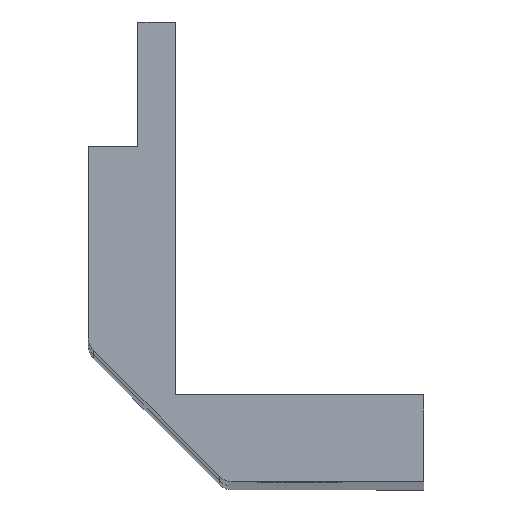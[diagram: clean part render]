
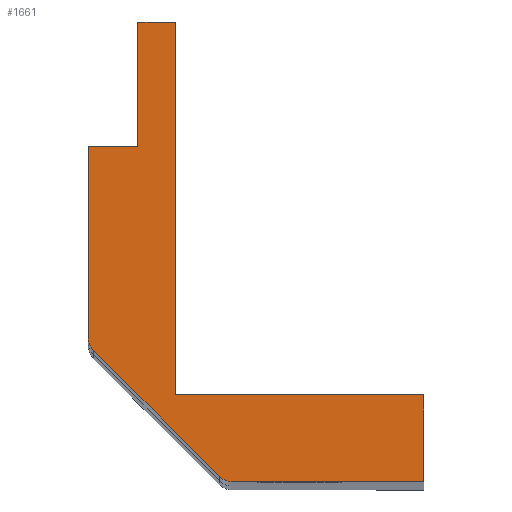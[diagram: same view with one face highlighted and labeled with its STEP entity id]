
A CAD part, top view. The second image highlights one B-rep face of the part: STEP entity #1661.
In plain terms, the highlighted planar face has unit normal (0, 0, 1).
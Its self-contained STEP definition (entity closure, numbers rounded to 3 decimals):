
#5 = DIRECTION ( 'NONE',  ( 0., 1., 0. ) ) ;
#27 = VECTOR ( 'NONE', #2805, 1000. ) ;
#58 = EDGE_CURVE ( 'NONE', #552, #1387, #3567, .T. ) ;
#88 = AXIS2_PLACEMENT_3D ( 'NONE', #1187, #2792, #1686 ) ;
#165 = EDGE_CURVE ( 'NONE', #2289, #717, #2745, .T. ) ;
#213 = CARTESIAN_POINT ( 'NONE',  ( 4.621, -5.5, 280. ) ) ;
#224 = CARTESIAN_POINT ( 'NONE',  ( -7., 4.621, 280. ) ) ;
#310 = AXIS2_PLACEMENT_3D ( 'NONE', #3041, #2987, #3524 ) ;
#319 = CARTESIAN_POINT ( 'NONE',  ( 20., -195.898, 280. ) ) ;
#389 = DIRECTION ( 'NONE',  ( 0., -1., 0. ) ) ;
#406 = AXIS2_PLACEMENT_3D ( 'NONE', #213, #3258, #2662 ) ;
#435 = LINE ( 'NONE', #2893, #1989 ) ;
#539 = VECTOR ( 'NONE', #837, 1000. ) ;
#541 = ORIENTED_EDGE ( 'NONE', *, *, #682, .T. ) ;
#552 = VERTEX_POINT ( 'NONE', #2919 ) ;
#651 = CIRCLE ( 'NONE', #88, 1.5 ) ;
#653 = ORIENTED_EDGE ( 'NONE', *, *, #1037, .T. ) ;
#682 = EDGE_CURVE ( 'NONE', #3303, #1387, #3469, .T. ) ;
#693 = CARTESIAN_POINT ( 'NONE',  ( -7., 4., 280. ) ) ;
#717 = VERTEX_POINT ( 'NONE', #224 ) ;
#764 = VERTEX_POINT ( 'NONE', #3491 ) ;
#778 = VERTEX_POINT ( 'NONE', #2181 ) ;
#807 = LINE ( 'NONE', #864, #27 ) ;
#827 = VECTOR ( 'NONE', #1553, 1000. ) ;
#837 = DIRECTION ( 'NONE',  ( 1., 0., 0. ) ) ;
#864 = CARTESIAN_POINT ( 'NONE',  ( 20., 0., 280. ) ) ;
#903 = VERTEX_POINT ( 'NONE', #1183 ) ;
#1012 = CARTESIAN_POINT ( 'NONE',  ( -3., 30., 280. ) ) ;
#1037 = EDGE_CURVE ( 'NONE', #903, #778, #3543, .T. ) ;
#1076 = FACE_OUTER_BOUND ( 'NONE', #3326, .T. ) ;
#1082 = CARTESIAN_POINT ( 'NONE',  ( 0., 30., 280. ) ) ;
#1100 = DIRECTION ( 'NONE',  ( 0., -1., 0. ) ) ;
#1131 = CARTESIAN_POINT ( 'NONE',  ( 4., -7., 280. ) ) ;
#1183 = CARTESIAN_POINT ( 'NONE',  ( 3.561, -6.561, 280. ) ) ;
#1187 = CARTESIAN_POINT ( 'NONE',  ( -5.5, 4.621, 280. ) ) ;
#1271 = ORIENTED_EDGE ( 'NONE', *, *, #3026, .T. ) ;
#1326 = ORIENTED_EDGE ( 'NONE', *, *, #3419, .T. ) ;
#1387 = VERTEX_POINT ( 'NONE', #1082 ) ;
#1388 = CARTESIAN_POINT ( 'NONE',  ( -7., 20., 280. ) ) ;
#1520 = LINE ( 'NONE', #693, #827 ) ;
#1553 = DIRECTION ( 'NONE',  ( 0.707, -0.707, 0. ) ) ;
#1581 = VECTOR ( 'NONE', #5, 1000. ) ;
#1661 = ADVANCED_FACE ( 'NONE', ( #1076 ), #3288, .T. ) ;
#1681 = CARTESIAN_POINT ( 'NONE',  ( 0., 0., 280. ) ) ;
#1686 = DIRECTION ( 'NONE',  ( 1., 0., 0. ) ) ;
#1689 = CARTESIAN_POINT ( 'NONE',  ( -6.561, 3.561, 280. ) ) ;
#1707 = ORIENTED_EDGE ( 'NONE', *, *, #2880, .F. ) ;
#1822 = CARTESIAN_POINT ( 'NONE',  ( 0., 0., 280. ) ) ;
#1989 = VECTOR ( 'NONE', #389, 1000. ) ;
#2001 = EDGE_CURVE ( 'NONE', #764, #3303, #807, .T. ) ;
#2044 = EDGE_CURVE ( 'NONE', #2393, #764, #3348, .T. ) ;
#2043 = VECTOR ( 'NONE', #3287, 1000. ) ;
#2150 = VECTOR ( 'NONE', #2405, 1000. ) ;
#2181 = CARTESIAN_POINT ( 'NONE',  ( 4.621, -7., 280. ) ) ;
#2289 = VERTEX_POINT ( 'NONE', #1388 ) ;
#2300 = VERTEX_POINT ( 'NONE', #1689 ) ;
#2393 = VERTEX_POINT ( 'NONE', #2616 ) ;
#2405 = DIRECTION ( 'NONE',  ( 0., 1., 0. ) ) ;
#2508 = ORIENTED_EDGE ( 'NONE', *, *, #58, .F. ) ;
#2536 = LINE ( 'NONE', #1131, #539 ) ;
#2614 = ORIENTED_EDGE ( 'NONE', *, *, #2001, .T. ) ;
#2616 = CARTESIAN_POINT ( 'NONE',  ( 20., -7., 280. ) ) ;
#2625 = VECTOR ( 'NONE', #3278, 1000. ) ;
#2654 = ORIENTED_EDGE ( 'NONE', *, *, #2656, .T. ) ;
#2656 = EDGE_CURVE ( 'NONE', #717, #2300, #651, .T. ) ;
#2662 = DIRECTION ( 'NONE',  ( 1., 0., 0. ) ) ;
#2663 = ORIENTED_EDGE ( 'NONE', *, *, #165, .T. ) ;
#2725 = ORIENTED_EDGE ( 'NONE', *, *, #2979, .T. ) ;
#2745 = LINE ( 'NONE', #2797, #3081 ) ;
#2792 = DIRECTION ( 'NONE',  ( 0., 0., 1. ) ) ;
#2797 = CARTESIAN_POINT ( 'NONE',  ( -7., 7., 280. ) ) ;
#2805 = DIRECTION ( 'NONE',  ( -1., 0., 0. ) ) ;
#2880 = EDGE_CURVE ( 'NONE', #2289, #3046, #3555, .T. ) ;
#2893 = CARTESIAN_POINT ( 'NONE',  ( -3., 20., 280. ) ) ;
#2919 = CARTESIAN_POINT ( 'NONE',  ( -3., 30., 280. ) ) ;
#2979 = EDGE_CURVE ( 'NONE', #778, #2393, #2536, .T. ) ;
#2987 = DIRECTION ( 'NONE',  ( 0., 0., 1. ) ) ;
#3026 = EDGE_CURVE ( 'NONE', #552, #3046, #435, .T. ) ;
#3040 = CARTESIAN_POINT ( 'NONE',  ( -195.898, 20., 280. ) ) ;
#3041 = CARTESIAN_POINT ( 'NONE',  ( 0., 0., 280. ) ) ;
#3046 = VERTEX_POINT ( 'NONE', #3418 ) ;
#3081 = VECTOR ( 'NONE', #1100, 1000. ) ;
#3141 = ORIENTED_EDGE ( 'NONE', *, *, #2044, .T. ) ;
#3258 = DIRECTION ( 'NONE',  ( 0., 0., 1. ) ) ;
#3278 = DIRECTION ( 'NONE',  ( 1., 0., 0. ) ) ;
#3287 = DIRECTION ( 'NONE',  ( 1., 0., 0. ) ) ;
#3288 = PLANE ( 'NONE',  #310 ) ;
#3303 = VERTEX_POINT ( 'NONE', #1681 ) ;
#3326 = EDGE_LOOP ( 'NONE', ( #3141, #2614, #541, #2508, #1271, #1707, #2663, #2654, #1326, #653, #2725 ) ) ;
#3348 = LINE ( 'NONE', #319, #1581 ) ;
#3418 = CARTESIAN_POINT ( 'NONE',  ( -3., 20., 280. ) ) ;
#3419 = EDGE_CURVE ( 'NONE', #2300, #903, #1520, .T. ) ;
#3469 = LINE ( 'NONE', #1822, #2150 ) ;
#3491 = CARTESIAN_POINT ( 'NONE',  ( 20., 0., 280. ) ) ;
#3524 = DIRECTION ( 'NONE',  ( 1., 0., 0. ) ) ;
#3543 = CIRCLE ( 'NONE', #406, 1.5 ) ;
#3555 = LINE ( 'NONE', #3040, #2043 ) ;
#3567 = LINE ( 'NONE', #1012, #2625 ) ;
